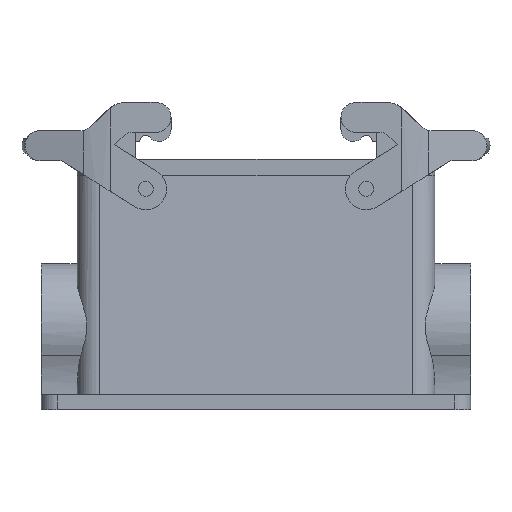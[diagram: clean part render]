
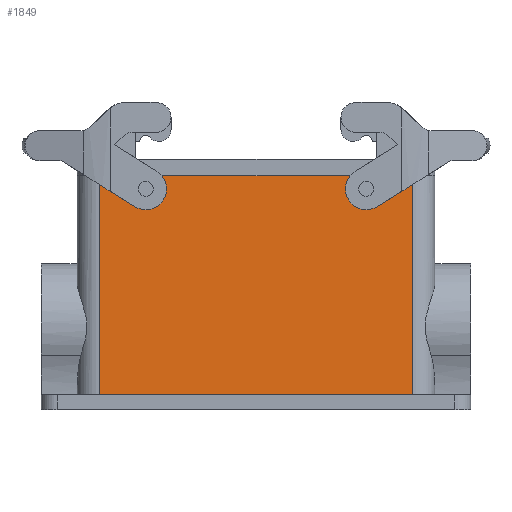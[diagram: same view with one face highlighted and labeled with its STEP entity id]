
A CAD part, left-side view. The second image highlights one B-rep face of the part: STEP entity #1849.
In plain terms, the highlighted planar face has unit normal (-0.999, 0, 0.035).
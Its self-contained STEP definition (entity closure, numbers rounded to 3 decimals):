
#1763=AXIS2_PLACEMENT_3D('Plane Axis2P3D',#1760,#1761,#1762) ;
#1101=CARTESIAN_POINT('Vertex',(4.683,26.,5.)) ;
#1104=CARTESIAN_POINT('Line Origine',(4.683,78.5,5.)) ;
#1108=CARTESIAN_POINT('Vertex',(4.683,131.,5.)) ;
#1699=CARTESIAN_POINT('Line Origine',(5.919,131.,40.381)) ;
#1703=CARTESIAN_POINT('Vertex',(7.25,131.,78.5)) ;
#1760=CARTESIAN_POINT('Axis2P3D Location',(7.25,78.5,78.5)) ;
#1765=CARTESIAN_POINT('Line Origine',(5.914,26.,40.25)) ;
#1769=CARTESIAN_POINT('Vertex',(7.25,26.,78.5)) ;
#1772=CARTESIAN_POINT('Line Origine',(7.25,78.5,78.5)) ;
#1784=CARTESIAN_POINT('Control Point',(7.059,113.745,73.041)) ;
#1785=CARTESIAN_POINT('Control Point',(7.041,114.039,72.502)) ;
#1786=CARTESIAN_POINT('Control Point',(7.026,114.541,72.076)) ;
#1787=CARTESIAN_POINT('Control Point',(7.019,115.194,71.872)) ;
#1788=CARTESIAN_POINT('Control Point',(7.023,116.534,72.005)) ;
#1789=CARTESIAN_POINT('Control Point',(7.059,117.43,73.021)) ;
#1790=CARTESIAN_POINT('Control Point',(7.083,117.645,73.709)) ;
#1791=CARTESIAN_POINT('Control Point',(7.107,117.563,74.396)) ;
#1792=CARTESIAN_POINT('Control Point',(7.126,117.255,74.959)) ;
#1793=CARTESIAN_POINT('Vertex',(7.059,113.745,73.041)) ;
#1795=CARTESIAN_POINT('Vertex',(7.126,117.255,74.959)) ;
#1799=CARTESIAN_POINT('Control Point',(7.126,117.255,74.959)) ;
#1800=CARTESIAN_POINT('Control Point',(7.144,116.986,75.451)) ;
#1801=CARTESIAN_POINT('Control Point',(7.157,116.545,75.849)) ;
#1802=CARTESIAN_POINT('Control Point',(7.165,115.973,76.071)) ;
#1803=CARTESIAN_POINT('Control Point',(7.165,114.982,76.076)) ;
#1804=CARTESIAN_POINT('Control Point',(7.147,114.169,75.564)) ;
#1805=CARTESIAN_POINT('Control Point',(7.138,113.898,75.285)) ;
#1806=CARTESIAN_POINT('Control Point',(7.116,113.535,74.67)) ;
#1807=CARTESIAN_POINT('Control Point',(7.092,113.461,73.965)) ;
#1808=CARTESIAN_POINT('Control Point',(7.08,113.493,73.636)) ;
#1809=CARTESIAN_POINT('Control Point',(7.069,113.591,73.323)) ;
#1810=CARTESIAN_POINT('Control Point',(7.059,113.745,73.041)) ;
#1817=CARTESIAN_POINT('Control Point',(7.126,39.745,74.959)) ;
#1818=CARTESIAN_POINT('Control Point',(7.144,40.014,75.451)) ;
#1819=CARTESIAN_POINT('Control Point',(7.157,40.455,75.849)) ;
#1820=CARTESIAN_POINT('Control Point',(7.165,41.027,76.071)) ;
#1821=CARTESIAN_POINT('Control Point',(7.165,42.018,76.076)) ;
#1822=CARTESIAN_POINT('Control Point',(7.147,42.831,75.564)) ;
#1823=CARTESIAN_POINT('Control Point',(7.138,43.102,75.285)) ;
#1824=CARTESIAN_POINT('Control Point',(7.116,43.465,74.67)) ;
#1825=CARTESIAN_POINT('Control Point',(7.092,43.539,73.965)) ;
#1826=CARTESIAN_POINT('Control Point',(7.08,43.507,73.636)) ;
#1827=CARTESIAN_POINT('Control Point',(7.069,43.409,73.323)) ;
#1828=CARTESIAN_POINT('Control Point',(7.059,43.255,73.041)) ;
#1829=CARTESIAN_POINT('Vertex',(7.126,39.745,74.959)) ;
#1831=CARTESIAN_POINT('Vertex',(7.059,43.255,73.041)) ;
#1835=CARTESIAN_POINT('Control Point',(7.059,43.255,73.041)) ;
#1836=CARTESIAN_POINT('Control Point',(7.041,42.961,72.502)) ;
#1837=CARTESIAN_POINT('Control Point',(7.026,42.459,72.076)) ;
#1838=CARTESIAN_POINT('Control Point',(7.019,41.806,71.872)) ;
#1839=CARTESIAN_POINT('Control Point',(7.023,40.466,72.005)) ;
#1840=CARTESIAN_POINT('Control Point',(7.059,39.57,73.021)) ;
#1841=CARTESIAN_POINT('Control Point',(7.083,39.355,73.709)) ;
#1842=CARTESIAN_POINT('Control Point',(7.107,39.437,74.396)) ;
#1843=CARTESIAN_POINT('Control Point',(7.126,39.745,74.959)) ;
#1105=DIRECTION('Vector Direction',(0.,1.,0.)) ;
#1700=DIRECTION('Vector Direction',(0.035,0.,0.999)) ;
#1761=DIRECTION('Axis2P3D Direction',(-0.999,0.,0.035)) ;
#1762=DIRECTION('Axis2P3D XDirection',(0.,1.,0.)) ;
#1766=DIRECTION('Vector Direction',(-0.035,0.,-0.999)) ;
#1773=DIRECTION('Vector Direction',(0.,1.,0.)) ;
#1106=VECTOR('Line Direction',#1105,1.) ;
#1701=VECTOR('Line Direction',#1700,1.) ;
#1767=VECTOR('Line Direction',#1766,1.) ;
#1774=VECTOR('Line Direction',#1773,1.) ;
#1778=ORIENTED_EDGE('',*,*,#1771,.F.) ;
#1779=ORIENTED_EDGE('',*,*,#1776,.T.) ;
#1780=ORIENTED_EDGE('',*,*,#1705,.F.) ;
#1781=ORIENTED_EDGE('',*,*,#1110,.F.) ;
#1813=ORIENTED_EDGE('',*,*,#1797,.T.) ;
#1814=ORIENTED_EDGE('',*,*,#1811,.T.) ;
#1846=ORIENTED_EDGE('',*,*,#1833,.F.) ;
#1847=ORIENTED_EDGE('',*,*,#1844,.F.) ;
#1815=FACE_BOUND('',#1812,.T.) ;
#1848=FACE_BOUND('',#1845,.T.) ;
#1849=ADVANCED_FACE('Hauptk\X2\00F6\X0\rper',(#1782,#1815,#1848),#1764,.T.) ;
#1783=B_SPLINE_CURVE_WITH_KNOTS('',5,(#1784,#1785,#1786,#1787,#1788,#1789,#1790,#1791,#1792),.UNSPECIFIED.,.F.,.U.,(6,3,6),(8.888,13.236,17.777),.UNSPECIFIED.) ;
#1798=B_SPLINE_CURVE_WITH_KNOTS('',5,(#1799,#1800,#1801,#1802,#1803,#1804,#1805,#1806,#1807,#1808,#1809,#1810),.UNSPECIFIED.,.F.,.U.,(6,3,3,6),(0.,3.968,6.615,8.888),.UNSPECIFIED.) ;
#1816=B_SPLINE_CURVE_WITH_KNOTS('',5,(#1817,#1818,#1819,#1820,#1821,#1822,#1823,#1824,#1825,#1826,#1827,#1828),.UNSPECIFIED.,.F.,.U.,(6,3,3,6),(0.,3.968,6.615,8.888),.UNSPECIFIED.) ;
#1834=B_SPLINE_CURVE_WITH_KNOTS('',5,(#1835,#1836,#1837,#1838,#1839,#1840,#1841,#1842,#1843),.UNSPECIFIED.,.F.,.U.,(6,3,6),(8.888,13.236,17.777),.UNSPECIFIED.) ;
#1110=EDGE_CURVE('',#1102,#1109,#1107,.T.) ;
#1705=EDGE_CURVE('',#1109,#1704,#1702,.T.) ;
#1771=EDGE_CURVE('',#1770,#1102,#1768,.T.) ;
#1776=EDGE_CURVE('',#1770,#1704,#1775,.T.) ;
#1797=EDGE_CURVE('',#1794,#1796,#1783,.T.) ;
#1811=EDGE_CURVE('',#1796,#1794,#1798,.T.) ;
#1833=EDGE_CURVE('',#1830,#1832,#1816,.T.) ;
#1844=EDGE_CURVE('',#1832,#1830,#1834,.T.) ;
#1777=EDGE_LOOP('',(#1778,#1779,#1780,#1781)) ;
#1812=EDGE_LOOP('',(#1813,#1814)) ;
#1845=EDGE_LOOP('',(#1846,#1847)) ;
#1782=FACE_OUTER_BOUND('',#1777,.T.) ;
#1107=LINE('Line',#1104,#1106) ;
#1702=LINE('Line',#1699,#1701) ;
#1768=LINE('Line',#1765,#1767) ;
#1775=LINE('Line',#1772,#1774) ;
#1764=PLANE('',#1763) ;
#1102=VERTEX_POINT('',#1101) ;
#1109=VERTEX_POINT('',#1108) ;
#1704=VERTEX_POINT('',#1703) ;
#1770=VERTEX_POINT('',#1769) ;
#1794=VERTEX_POINT('',#1793) ;
#1796=VERTEX_POINT('',#1795) ;
#1830=VERTEX_POINT('',#1829) ;
#1832=VERTEX_POINT('',#1831) ;
